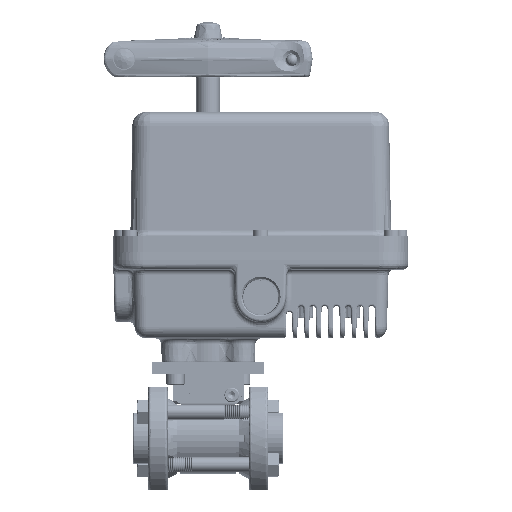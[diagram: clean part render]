
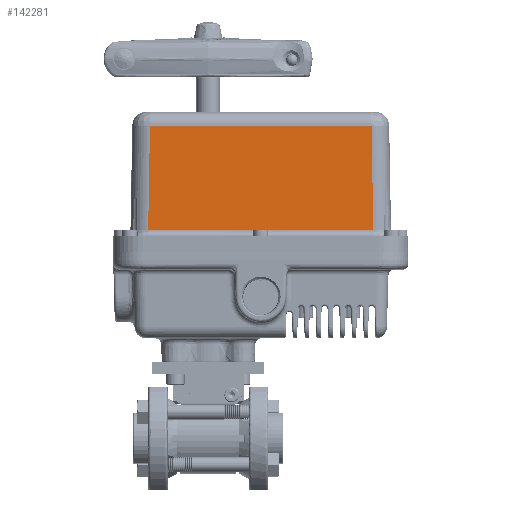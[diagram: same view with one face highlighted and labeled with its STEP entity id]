
A CAD part, top view. The second image highlights one B-rep face of the part: STEP entity #142281.
In plain terms, the highlighted planar face has unit normal (0, 0.018, 1).
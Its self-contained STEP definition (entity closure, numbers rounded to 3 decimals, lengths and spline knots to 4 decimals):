
#22501 = CARTESIAN_POINT ( 'NONE',  ( -1.2704, 4.4028, 2.4624 ) ) ;
#23336 = ORIENTED_EDGE ( 'NONE', *, *, #95766, .T. ) ;
#28500 = VERTEX_POINT ( 'NONE', #48721 ) ;
#31313 = CARTESIAN_POINT ( 'NONE',  ( 3.4997, 4.2735, 2.4646 ) ) ;
#32212 = EDGE_CURVE ( 'NONE', #70249, #58871, #70060, .T. ) ;
#32427 = CARTESIAN_POINT ( 'NONE',  ( 3.8745, 4.28, 2.4645 ) ) ;
#34728 = ORIENTED_EDGE ( 'NONE', *, *, #32212, .T. ) ;
#43481 = LINE ( 'NONE', #115320, #100924 ) ;
#44982 = CARTESIAN_POINT ( 'NONE',  ( -1.2318, 6.6177, 2.4237 ) ) ;
#47122 = DIRECTION ( 'NONE',  ( 1., 0., 0. ) ) ;
#48721 = CARTESIAN_POINT ( 'NONE',  ( 3.4974, 4.4028, 2.4624 ) ) ;
#51341 = LINE ( 'NONE', #31313, #112352 ) ;
#55576 = CARTESIAN_POINT ( 'NONE',  ( -1.2266, 6.6177, 2.4237 ) ) ;
#55643 = PLANE ( 'NONE',  #148570 ) ;
#58871 = VERTEX_POINT ( 'NONE', #22501 ) ;
#62856 = VECTOR ( 'NONE', #119966, 39.3701 ) ;
#66578 = CARTESIAN_POINT ( 'NONE',  ( 3.4588, 6.6177, 2.4237 ) ) ;
#67164 = DIRECTION ( 'NONE',  ( 0., -1., 0.017 ) ) ;
#70060 = LINE ( 'NONE', #121455, #62856 ) ;
#70249 = VERTEX_POINT ( 'NONE', #44982 ) ;
#71190 = VECTOR ( 'NONE', #124185, 39.3701 ) ;
#95766 = EDGE_CURVE ( 'NONE', #28500, #120713, #51341, .T. ) ;
#99865 = EDGE_CURVE ( 'NONE', #58871, #28500, #43481, .T. ) ;
#100924 = VECTOR ( 'NONE', #47122, 39.3701 ) ;
#103563 = ORIENTED_EDGE ( 'NONE', *, *, #99865, .T. ) ;
#105308 = LINE ( 'NONE', #55576, #71190 ) ;
#107983 = FACE_OUTER_BOUND ( 'NONE', #135488, .T. ) ;
#111631 = DIRECTION ( 'NONE',  ( -0.017, 1., -0.017 ) ) ;
#112352 = VECTOR ( 'NONE', #111631, 39.3701 ) ;
#115320 = CARTESIAN_POINT ( 'NONE',  ( 3.8745, 4.4028, 2.4624 ) ) ;
#119966 = DIRECTION ( 'NONE',  ( -0.017, -1., 0.017 ) ) ;
#120713 = VERTEX_POINT ( 'NONE', #66578 ) ;
#121455 = CARTESIAN_POINT ( 'NONE',  ( -1.271, 4.3698, 2.4629 ) ) ;
#123201 = EDGE_CURVE ( 'NONE', #120713, #70249, #105308, .T. ) ;
#124185 = DIRECTION ( 'NONE',  ( -1., 0., 0. ) ) ;
#134361 = ORIENTED_EDGE ( 'NONE', *, *, #123201, .T. ) ;
#135488 = EDGE_LOOP ( 'NONE', ( #34728, #103563, #23336, #134361 ) ) ;
#135655 = DIRECTION ( 'NONE',  ( 0., 0.017, 1. ) ) ;
#142281 = ADVANCED_FACE ( 'NONE', ( #107983 ), #55643, .T. ) ;
#148570 = AXIS2_PLACEMENT_3D ( 'NONE', #32427, #135655, #67164 ) ;
